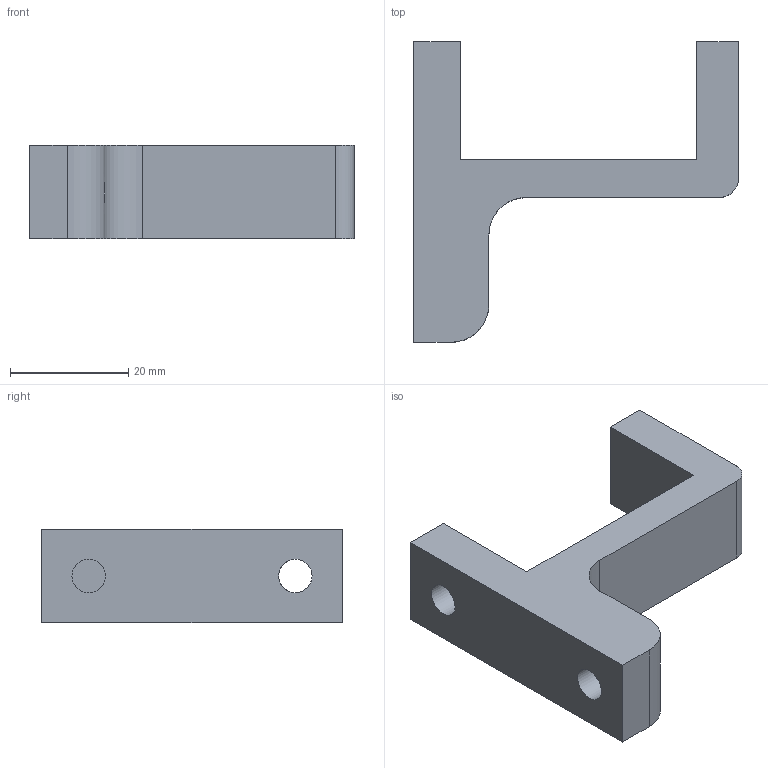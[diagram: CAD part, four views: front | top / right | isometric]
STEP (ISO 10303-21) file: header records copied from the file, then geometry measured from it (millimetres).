
FILE_DESCRIPTION(/* description */ (''),/* implementation_level */ '2;1');
FILE_NAME(/* name */ 'BigServoMountV2.stp',/* time_stamp */ '2020-02-24T19:53:36-05:00',/* author */ ('Dominic'),/* organization */ (''),/* preprocessor_version */ 'ST-DEVELOPER v18',/* originating_system */ 'Autodesk Inventor 2020',/* authorisation */ '');
FILE_SCHEMA (('AUTOMOTIVE_DESIGN { 1 0 10303 214 3 1 1 }'));
Length unit declared in the file: inch
Products named in the file (1): BigServoMount
Bounding box: 54.86 x 50.8 x 15.88 mm (x, y, z)
Volume: 14666.7 mm3; surface area: 6059.8 mm2
Topology: 1 solids, 1 shells, 17 faces, 50 edges, 34 vertices
Faces by surface type: plane 12, cylinder 5
Full cylindrical faces by diameter (mm): 5.646 x2
Entity records: 635 total; most frequent: CARTESIAN_POINT 115, ORIENTED_EDGE 100, DIRECTION 98, EDGE_CURVE 50, LINE 36, VECTOR 36, VERTEX_POINT 34, AXIS2_PLACEMENT_3D 31
